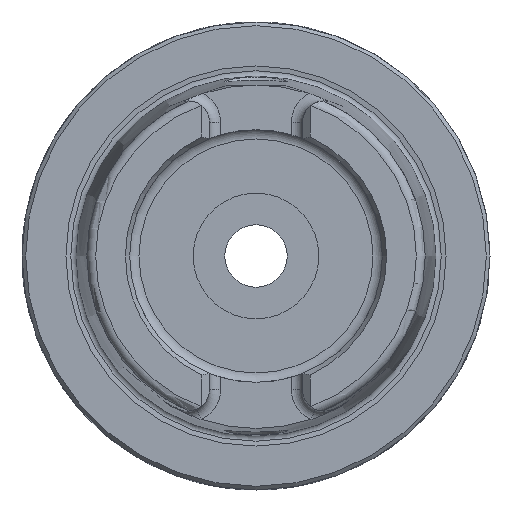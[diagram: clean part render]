
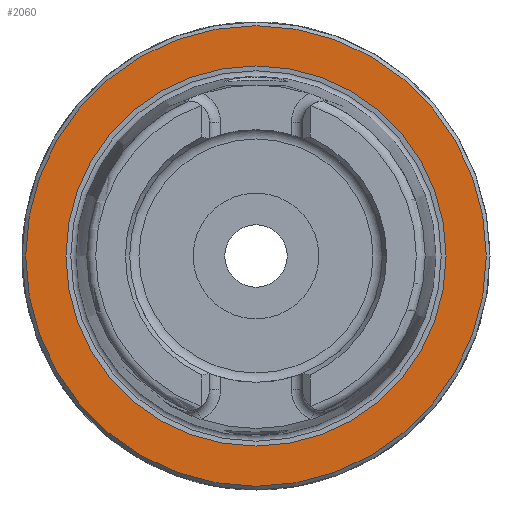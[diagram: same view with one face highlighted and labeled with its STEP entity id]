
A CAD part, left-side view. The second image highlights one B-rep face of the part: STEP entity #2060.
In plain terms, the highlighted planar face has unit normal (-1, 0, 0).
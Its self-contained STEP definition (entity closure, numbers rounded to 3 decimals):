
#393=FACE_BOUND('',#638,.T.);
#507=FACE_OUTER_BOUND('',#637,.T.);
#637=EDGE_LOOP('',(#1882));
#638=EDGE_LOOP('',(#1883));
#762=CIRCLE('',#2326,25.588);
#763=CIRCLE('',#2328,31.);
#965=VERTEX_POINT('',#4381);
#966=VERTEX_POINT('',#4385);
#1272=EDGE_CURVE('',#965,#965,#762,.T.);
#1273=EDGE_CURVE('',#966,#966,#763,.T.);
#1882=ORIENTED_EDGE('',*,*,#1273,.F.);
#1883=ORIENTED_EDGE('',*,*,#1272,.T.);
#1946=PLANE('',#2327);
#2060=ADVANCED_FACE('',(#507,#393),#1946,.T.);
#2326=AXIS2_PLACEMENT_3D('',#4383,#2918,#2919);
#2327=AXIS2_PLACEMENT_3D('',#4384,#2920,#2921);
#2328=AXIS2_PLACEMENT_3D('',#4386,#2922,#2923);
#2918=DIRECTION('center_axis',(1.,0.,0.));
#2919=DIRECTION('ref_axis',(0.,0.,-1.));
#2920=DIRECTION('center_axis',(-1.,0.,0.));
#2921=DIRECTION('ref_axis',(0.,0.,1.));
#2922=DIRECTION('center_axis',(1.,0.,0.));
#2923=DIRECTION('ref_axis',(0.,0.,-1.));
#4381=CARTESIAN_POINT('',(0.,-25.588,0.));
#4383=CARTESIAN_POINT('Origin',(0.,0.,0.));
#4384=CARTESIAN_POINT('Origin',(0.,31.,0.));
#4385=CARTESIAN_POINT('',(0.,-31.,0.));
#4386=CARTESIAN_POINT('Origin',(0.,0.,0.));
